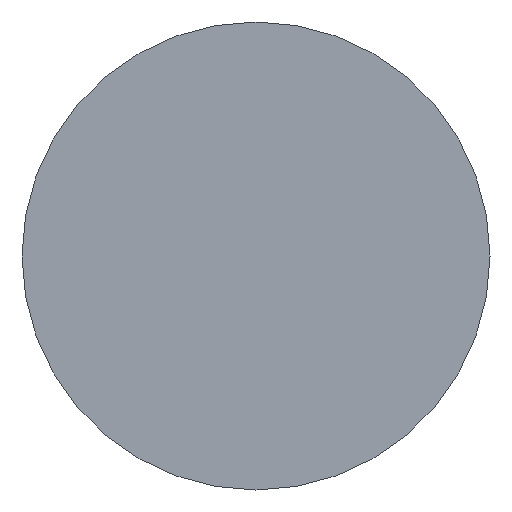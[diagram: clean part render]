
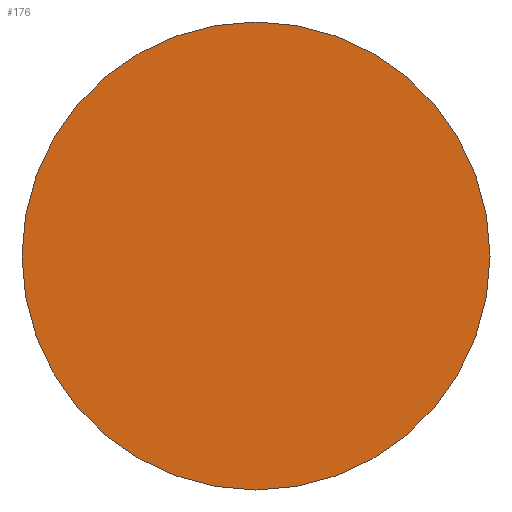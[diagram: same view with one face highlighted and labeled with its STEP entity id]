
A CAD part, front view. The second image highlights one B-rep face of the part: STEP entity #176.
In plain terms, the highlighted planar face has unit normal (0, -1, 0).
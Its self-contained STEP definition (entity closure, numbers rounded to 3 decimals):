
#70 = CARTESIAN_POINT ( 'NONE',  ( 0., 0., 0. ) ) ;
#80 = AXIS2_PLACEMENT_3D ( 'NONE', #864, #1257, #1666 ) ;
#176 = ADVANCED_FACE ( 'NONE', ( #1064 ), #1597, .F. ) ;
#259 = CARTESIAN_POINT ( 'NONE',  ( 0., 0., 0. ) ) ;
#328 = VERTEX_POINT ( 'NONE', #695 ) ;
#421 = EDGE_CURVE ( 'NONE', #904, #328, #1100, .T. ) ;
#445 = EDGE_CURVE ( 'NONE', #328, #904, #1628, .T. ) ;
#458 = ORIENTED_EDGE ( 'NONE', *, *, #421, .T. ) ;
#475 = DIRECTION ( 'NONE',  ( 1., 0., 0. ) ) ;
#695 = CARTESIAN_POINT ( 'NONE',  ( 50., 0., 0. ) ) ;
#712 = ORIENTED_EDGE ( 'NONE', *, *, #445, .T. ) ;
#864 = CARTESIAN_POINT ( 'NONE',  ( 0., 0., 0. ) ) ;
#891 = CARTESIAN_POINT ( 'NONE',  ( -50., 0., 0. ) ) ;
#904 = VERTEX_POINT ( 'NONE', #891 ) ;
#1064 = FACE_OUTER_BOUND ( 'NONE', #1220, .T. ) ;
#1100 = CIRCLE ( 'NONE', #80, 50. ) ;
#1220 = EDGE_LOOP ( 'NONE', ( #712, #458 ) ) ;
#1257 = DIRECTION ( 'NONE',  ( 0., -1., 0. ) ) ;
#1316 = DIRECTION ( 'NONE',  ( -1., 0., 0. ) ) ;
#1441 = DIRECTION ( 'NONE',  ( 0., 1., 0. ) ) ;
#1480 = AXIS2_PLACEMENT_3D ( 'NONE', #259, #1441, #1316 ) ;
#1482 = AXIS2_PLACEMENT_3D ( 'NONE', #70, #1528, #475 ) ;
#1528 = DIRECTION ( 'NONE',  ( 0., -1., 0. ) ) ;
#1597 = PLANE ( 'NONE',  #1480 ) ;
#1628 = CIRCLE ( 'NONE', #1482, 50. ) ;
#1666 = DIRECTION ( 'NONE',  ( 1., 0., 0. ) ) ;
